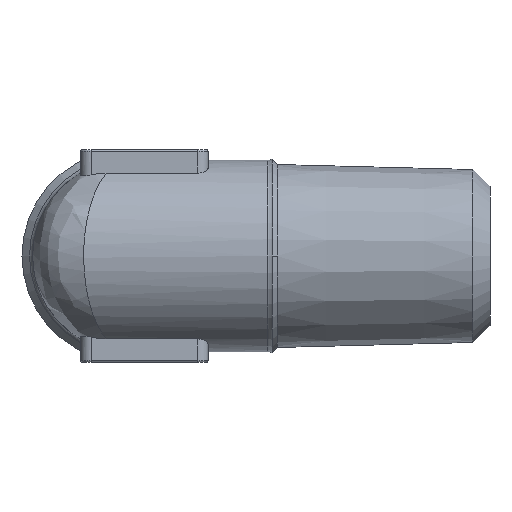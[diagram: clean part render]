
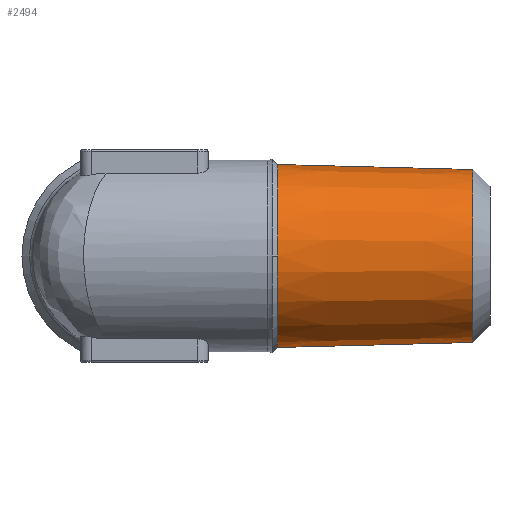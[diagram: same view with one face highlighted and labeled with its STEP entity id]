
A CAD part, left-side view. The second image highlights one B-rep face of the part: STEP entity #2494.
In plain terms, the highlighted conical face has half-angle 1.47 degrees and reference radius 4.301 mm.
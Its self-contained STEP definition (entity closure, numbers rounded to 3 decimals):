
#142 = CARTESIAN_POINT ( 'NONE',  ( 0., -7., -4.3 ) ) ;
#143 = LINE ( 'NONE', #142, #174 ) ;
#157 = DIRECTION ( 'NONE',  ( 0., 1., 0.026 ) ) ;
#158 = VECTOR ( 'NONE', #157, 1000. ) ;
#159 = CARTESIAN_POINT ( 'NONE',  ( 0., -7., 4.3 ) ) ;
#174 = VECTOR ( 'NONE', #260, 1000. ) ;
#233 = CARTESIAN_POINT ( 'NONE',  ( 0., -7.018, 4.3 ) ) ;
#241 = LINE ( 'NONE', #159, #158 ) ;
#260 = DIRECTION ( 'NONE',  ( 0., 1., -0.026 ) ) ;
#263 = CARTESIAN_POINT ( 'NONE',  ( 0., -7.018, -4.3 ) ) ;
#662 = DIRECTION ( 'NONE',  ( 0., 0., 1. ) ) ;
#663 = DIRECTION ( 'NONE',  ( 0., 1., 0. ) ) ;
#664 = AXIS2_PLACEMENT_3D ( 'NONE', #694, #663, #662 ) ;
#665 = CIRCLE ( 'NONE', #664, 4.3 ) ;
#694 = CARTESIAN_POINT ( 'NONE',  ( 0., -7.018, 0. ) ) ;
#791 = DIRECTION ( 'NONE',  ( 0., -1., 0. ) ) ;
#792 = CARTESIAN_POINT ( 'NONE',  ( 0., -16.2, 0. ) ) ;
#793 = AXIS2_PLACEMENT_3D ( 'NONE', #792, #791, #829 ) ;
#794 = CIRCLE ( 'NONE', #793, 4.064 ) ;
#799 = FACE_OUTER_BOUND ( 'NONE', #2475, .T. ) ;
#801 = CONICAL_SURFACE ( 'NONE', #837, 4.3, 0.026 ) ;
#829 = DIRECTION ( 'NONE',  ( 0., 0., -1. ) ) ;
#832 = DIRECTION ( 'NONE',  ( 0., 0., 1. ) ) ;
#833 = DIRECTION ( 'NONE',  ( 0., 1., 0. ) ) ;
#836 = CARTESIAN_POINT ( 'NONE',  ( 0., -7., 0. ) ) ;
#837 = AXIS2_PLACEMENT_3D ( 'NONE', #836, #833, #832 ) ;
#1849 = CARTESIAN_POINT ( 'NONE',  ( 0., -16.2, 4.064 ) ) ;
#1850 = CARTESIAN_POINT ( 'NONE',  ( 0., -16.2, -4.064 ) ) ;
#1888 = CARTESIAN_POINT ( 'NONE',  ( -4.3, -7.018, 0. ) ) ;
#1897 = DIRECTION ( 'NONE',  ( 0., 0., 1. ) ) ;
#1898 = DIRECTION ( 'NONE',  ( 0., 1., 0. ) ) ;
#1923 = CARTESIAN_POINT ( 'NONE',  ( 0., -7.018, 0. ) ) ;
#1924 = AXIS2_PLACEMENT_3D ( 'NONE', #1923, #1898, #1897 ) ;
#1925 = CIRCLE ( 'NONE', #1924, 4.3 ) ;
#2023 = EDGE_CURVE ( 'NONE', #2027, #2168, #1925, .T. ) ;
#2027 = VERTEX_POINT ( 'NONE', #1888 ) ;
#2033 = VERTEX_POINT ( 'NONE', #1850 ) ;
#2037 = VERTEX_POINT ( 'NONE', #1849 ) ;
#2168 = VERTEX_POINT ( 'NONE', #233 ) ;
#2169 = VERTEX_POINT ( 'NONE', #263 ) ;
#2174 = EDGE_CURVE ( 'NONE', #2033, #2169, #143, .T. ) ;
#2177 = EDGE_CURVE ( 'NONE', #2037, #2168, #241, .T. ) ;
#2411 = EDGE_CURVE ( 'NONE', #2169, #2027, #665, .T. ) ;
#2451 = ORIENTED_EDGE ( 'NONE', *, *, #2411, .F. ) ;
#2475 = EDGE_LOOP ( 'NONE', ( #2488, #2505, #2499, #2500, #2451 ) ) ;
#2488 = ORIENTED_EDGE ( 'NONE', *, *, #2174, .F. ) ;
#2494 = ADVANCED_FACE ( 'NONE', ( #799 ), #801, .T. ) ;
#2499 = ORIENTED_EDGE ( 'NONE', *, *, #2177, .T. ) ;
#2500 = ORIENTED_EDGE ( 'NONE', *, *, #2023, .F. ) ;
#2505 = ORIENTED_EDGE ( 'NONE', *, *, #2509, .F. ) ;
#2509 = EDGE_CURVE ( 'NONE', #2037, #2033, #794, .T. ) ;
